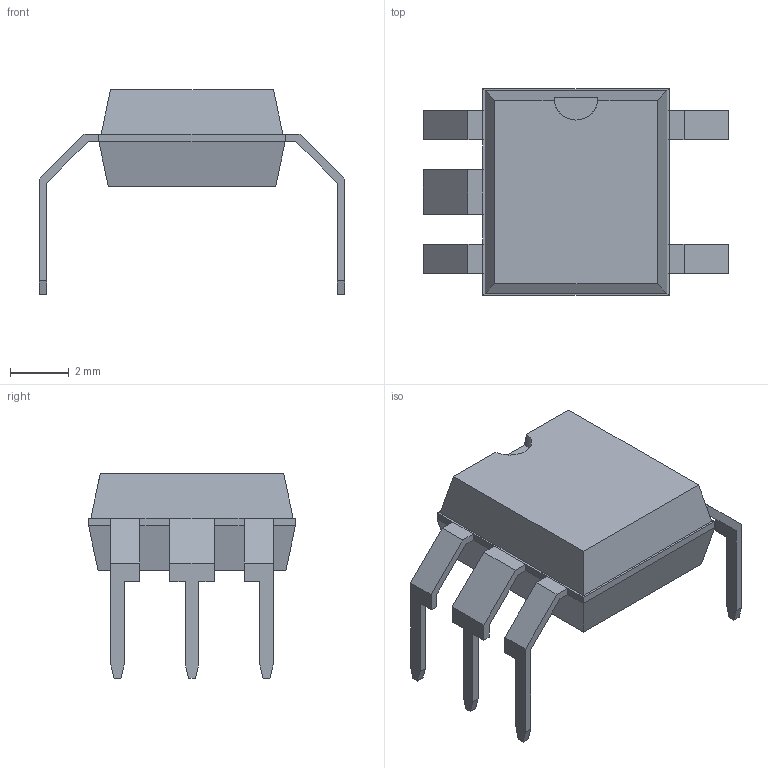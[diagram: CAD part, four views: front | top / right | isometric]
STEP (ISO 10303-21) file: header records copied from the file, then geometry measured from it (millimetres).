
FILE_DESCRIPTION(/* description */ ('model of DIP-5-6_W10.16mm'),/* implementation_level */ '2;1');
FILE_NAME(/* name */ 'DIP-5-6_W10.16mm.step',/* time_stamp */ '2018-02-07T18:09:21',/* author */ ('kicad StepUp','ksu'),/* organization */ ('FreeCAD'),/* preprocessor_version */ 'OCC',/* originating_system */ 'kicad StepUp',/* authorisation */ '');
FILE_SCHEMA(('AUTOMOTIVE_DESIGN { 1 0 10303 214 1 1 1 1 }'));
Length unit declared in the file: millimetre
Products named in the file (1): DIP_5_6_W1016mm
Bounding box: 10.41 x 7.05 x 6.98 mm (x, y, z)
Volume: 138.1 mm3; surface area: 223.8 mm2
Topology: 1 solids, 1 shells, 102 faces, 260 edges, 160 vertices
Faces by surface type: plane 79, bspline 22, cylinder 1
Entity records: 2050 total; most frequent: ORIENTED_EDGE 444, EDGE_CURVE 260, CARTESIAN_POINT 255, LINE 188, VERTEX_POINT 160, ADVANCED_FACE 102, FACE_BOUND 102, EDGE_LOOP 102
